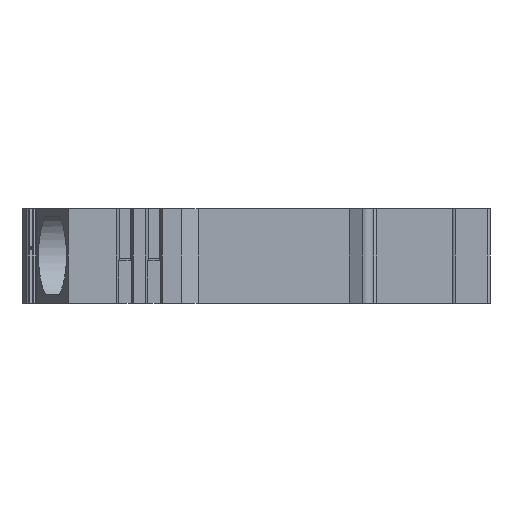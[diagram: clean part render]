
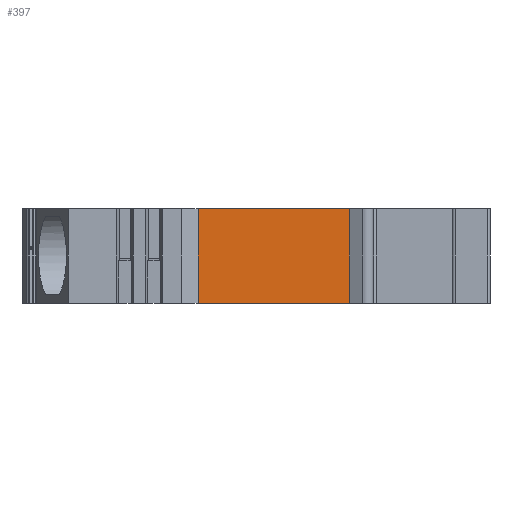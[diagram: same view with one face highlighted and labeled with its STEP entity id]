
A CAD part, left-side view. The second image highlights one B-rep face of the part: STEP entity #397.
In plain terms, the highlighted planar face has unit normal (-1, 0, 0).
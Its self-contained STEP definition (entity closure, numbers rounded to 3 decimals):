
#397=ADVANCED_FACE('',(#973),#698,.T.);
#698=PLANE('',#7136);
#973=FACE_OUTER_BOUND('',#1313,.T.);
#1313=EDGE_LOOP('',(#2805,#2806,#2807,#2808));
#2805=ORIENTED_EDGE('',*,*,#4543,.T.);
#2806=ORIENTED_EDGE('',*,*,#5002,.F.);
#2807=ORIENTED_EDGE('',*,*,#4731,.F.);
#2808=ORIENTED_EDGE('',*,*,#5003,.T.);
#3872=VERTEX_POINT('',#9699);
#3873=VERTEX_POINT('',#9701);
#4032=VERTEX_POINT('',#10077);
#4033=VERTEX_POINT('',#10079);
#4543=EDGE_CURVE('',#3873,#3872,#5452,.T.);
#4731=EDGE_CURVE('',#4032,#4033,#5575,.T.);
#5002=EDGE_CURVE('',#4033,#3872,#5805,.T.);
#5003=EDGE_CURVE('',#4032,#3873,#5806,.T.);
#5452=LINE('',#9700,#6235);
#5575=LINE('',#10078,#6358);
#5805=LINE('',#10656,#6588);
#5806=LINE('',#10658,#6589);
#6235=VECTOR('',#7689,1.);
#6358=VECTOR('',#7994,1.);
#6588=VECTOR('',#8500,1.);
#6589=VECTOR('',#8503,1.);
#7136=AXIS2_PLACEMENT_3D('',#10659,#8504,#8505);
#7689=DIRECTION('',(0.,1.,0.));
#7994=DIRECTION('',(0.,1.,0.));
#8500=DIRECTION('',(0.,0.,1.));
#8503=DIRECTION('',(0.,0.,1.));
#8504=DIRECTION('',(-1.,0.,0.));
#8505=DIRECTION('',(0.,0.,1.));
#9699=CARTESIAN_POINT('',(-36.75,24.268,0.));
#9700=CARTESIAN_POINT('',(-36.75,8.198,0.));
#9701=CARTESIAN_POINT('',(-36.75,8.198,0.));
#10077=CARTESIAN_POINT('',(-36.75,8.198,-10.1));
#10078=CARTESIAN_POINT('',(-36.75,8.198,-10.1));
#10079=CARTESIAN_POINT('',(-36.75,24.268,-10.1));
#10656=CARTESIAN_POINT('',(-36.75,24.268,-10.1));
#10658=CARTESIAN_POINT('',(-36.75,8.198,-10.1));
#10659=CARTESIAN_POINT('',(-36.75,43.,0.));
